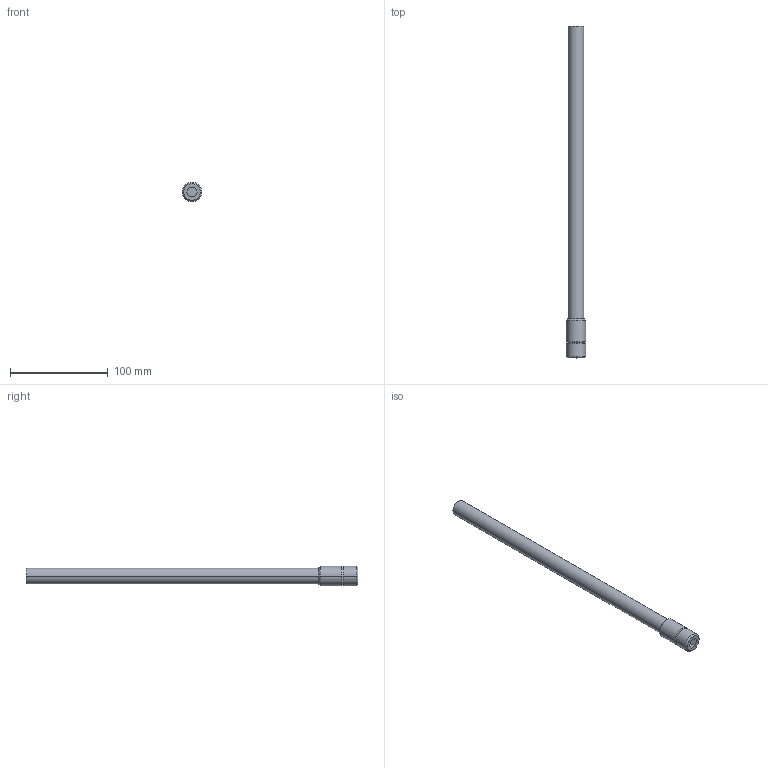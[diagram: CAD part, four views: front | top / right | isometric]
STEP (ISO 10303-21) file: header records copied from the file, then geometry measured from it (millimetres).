
FILE_DESCRIPTION((''),'2;1');
FILE_NAME('2RPST20_K__BO0','2019-10-29T16:11:40',('kim.bk'),(''),'CREO PARAMETRIC BY PTC INC, 2019010','CREO PARAMETRIC BY PTC INC, 2019010','');
FILE_SCHEMA(('CONFIG_CONTROL_DESIGN'));
Length unit declared in the file: millimetre
Products named in the file (1): 2RPST20_K__BO0
Bounding box: 20 x 340 x 20 mm (x, y, z)
Volume: 70495.7 mm3; surface area: 19884.8 mm2
Topology: 2 solids, 2 shells, 37 faces, 78 edges, 50 vertices
Faces by surface type: plane 21, cone 10, cylinder 6
Entity records: 1026 total; most frequent: DIRECTION 178, CARTESIAN_POINT 165, ORIENTED_EDGE 156, EDGE_CURVE 78, AXIS2_PLACEMENT_3D 63, VECTOR 52, LINE 52, VERTEX_POINT 50
